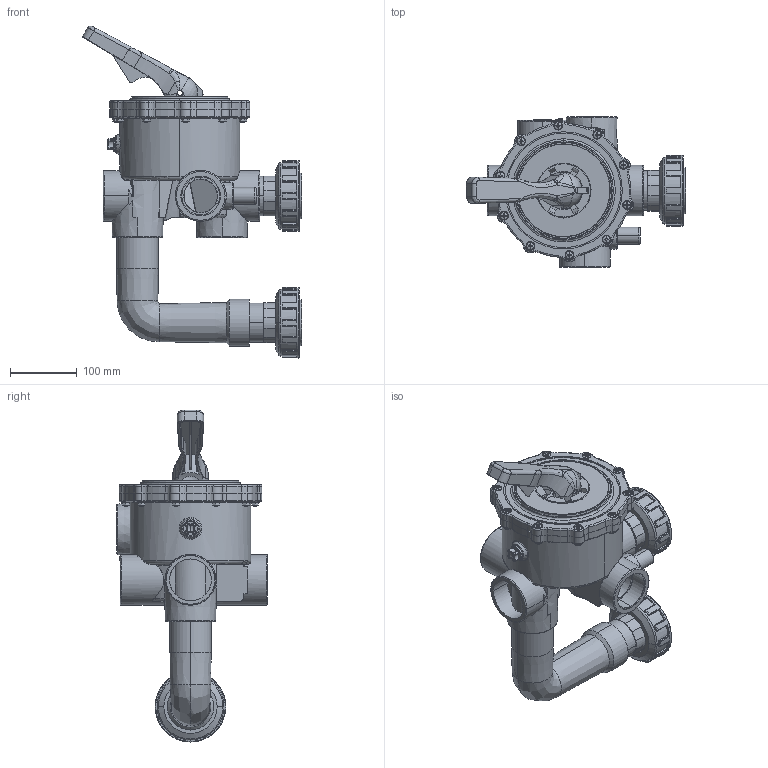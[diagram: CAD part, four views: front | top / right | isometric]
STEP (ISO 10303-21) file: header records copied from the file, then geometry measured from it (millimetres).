
FILE_DESCRIPTION((''),'2;1');
FILE_NAME('BWVL-MPV-P_ASM','2020-02-11T13:06:57',('atoral'),('CEPEX'),'CREO PARAMETRIC BY PTC INC, 2019080','CREO PARAMETRIC BY PTC INC, 2019080','');
FILE_SCHEMA(('CONFIG_CONTROL_DESIGN'));
Products named in the file (20): 67983-0110; 00600-0001; 00600-0002; 7230130025; 19028-0103; 67983-0110_ASM; 07441-0204; 00600-0207; 14905-0201; 00600-0203; 07441-0100_ASM; 61396-0002; 61396-0001; 7220160040; BWVLMPVU-0201; 7013206027; 7014306000; 8070597053; 61395-0003; BWVL-MPV-P_ASM
Assembly tree (40 placements, depth 3):
  BWVL-MPV-P_ASM
    67983-0110_ASM
      67983-0110
      00600-0001
      00600-0002
      7230130025
      19028-0103
    07441-0100_ASM
      07441-0204
      00600-0207
      14905-0201
      00600-0203
    61396-0002
    61396-0001  x2
    7220160040
    BWVLMPVU-0201
    7013206027  x10
    7014306000  x10
    8070597053  x2
    61395-0003  x2
Bounding box: 329.21 x 226.5 x 498.78 mm (x, y, z)
Volume: 2796424.3 mm3; surface area: 875809.6 mm2
Topology: 38 solids, 52 shells, 2421 faces, 6101 edges, 3839 vertices
Faces by surface type: cylinder 841, plane 781, torus 412, cone 143, bspline 143, sphere 101
Entity records: 66865 total; most frequent: CARTESIAN_POINT 26861, DIRECTION 8384, ORIENTED_EDGE 8338, EDGE_CURVE 4179, AXIS2_PLACEMENT_3D 3337, VERTEX_POINT 2639, EDGE_LOOP 1802, CIRCLE 1754
